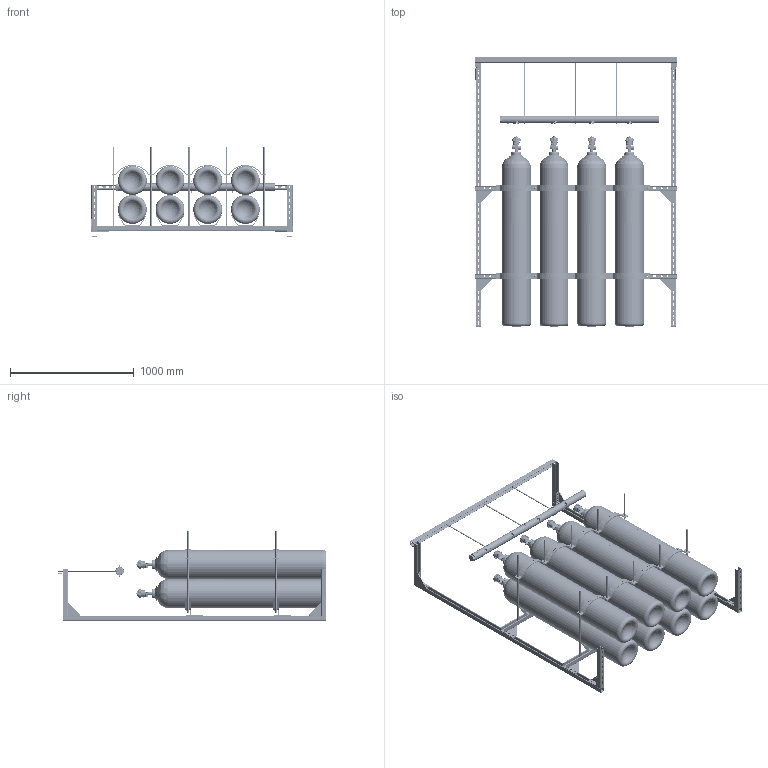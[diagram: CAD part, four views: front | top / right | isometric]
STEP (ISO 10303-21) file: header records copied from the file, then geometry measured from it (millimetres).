
FILE_DESCRIPTION (( 'STEP AP214' ), '1' );
FILE_NAME ('Cylinder Storage Rack, 49L, Metal Framing, Galvanized (8 cylinder 4x2) Eight Cylinders.STEP', '2020-05-07T12:10:33', ( '' ), ( '' ), 'SwSTEP 2.0', 'SolidWorks 2019', '' );
FILE_SCHEMA (( 'AUTOMOTIVE_DESIGN' ));
Length unit declared in the file: inch
Products named in the file (47): V_MULLER_470B0020.stp; 470B0020_HANDLE.stp; Cylinder Storage Rack, 49L, Metal Framing, Galvanized (8 cylinder 4x2) Eight Cylinders; 8BC300-25E_CYLINDER.stp; 470B0020_PLATE.stp; Clamp.stp; Cylinder Storage Rack, 49L, Metal Framing, Galvanized (8 cylinder 4x2) Eight Cylinders.stp; Tank_49L.stp; Rode.stp; Clamp Assembly.stp; 470B0020_HEX NUT.stp; Base Plate.stp; Restraint F.stp; Base Plate 2.stp; Support 2..stp; Restraining_Plate_49L.stp; P-000-950-111 (-03).stp; Z-000-950-115_AS-01.stp; 470B0020_HOUSING.stp; Stand 2.stp; PLUG_HEX HD_0.250 NPT M_CL 3000_ALY STL_GALV.stp; Stand.stp; P-000-950-110(-03).stp; Clamp 2.stp; Support 1.stp; Base Plate 2_MIR.stp; Plate 1.stp; Plate 2.stp; Stand 3.stp; PLUG_HEX HD_1.500 NPT M_CL 3000_ALY STL_GALV.stp; Rode 2.stp
Assembly tree (119 placements, depth 5):
  Cylinder Storage Rack, 49L, Metal Framing, Galvanized (8 cylinder 4x2) Eight Cylinders
    Cylinder Storage Rack, 49L, Metal Framing, Galvanized (8 cylinder 4x2) Eight Cylinders.stp
      Clamp Assembly.stp
        Clamp.stp
        Clamp 2.stp
      Tank_49L.stp
        V_MULLER_470B0020.stp
          470B0020_HOUSING.stp
          470B0020_PLATE.stp
          470B0020_HANDLE.stp
          470B0020_HEX NUT.stp
        8BC300-25E_CYLINDER.stp
        Z-000-950-115_AS-01.stp
      Tank_49L.stp
        V_MULLER_470B0020.stp
          470B0020_HOUSING.stp
          470B0020_PLATE.stp
          470B0020_HANDLE.stp
          470B0020_HEX NUT.stp
        8BC300-25E_CYLINDER.stp
        Z-000-950-115_AS-01.stp
      Tank_49L.stp
        V_MULLER_470B0020.stp
          470B0020_HOUSING.stp
          470B0020_PLATE.stp
          470B0020_HANDLE.stp
          470B0020_HEX NUT.stp
        8BC300-25E_CYLINDER.stp
        Z-000-950-115_AS-01.stp
      Tank_49L.stp
        V_MULLER_470B0020.stp
          470B0020_HOUSING.stp
          470B0020_PLATE.stp
          470B0020_HANDLE.stp
          470B0020_HEX NUT.stp
        8BC300-25E_CYLINDER.stp
        Z-000-950-115_AS-01.stp
      Tank_49L.stp
        V_MULLER_470B0020.stp
          470B0020_HOUSING.stp
          470B0020_PLATE.stp
          470B0020_HANDLE.stp
          470B0020_HEX NUT.stp
        8BC300-25E_CYLINDER.stp
        Z-000-950-115_AS-01.stp
      Tank_49L.stp
        V_MULLER_470B0020.stp
          470B0020_HOUSING.stp
          470B0020_PLATE.stp
          470B0020_HANDLE.stp
          470B0020_HEX NUT.stp
        8BC300-25E_CYLINDER.stp
        Z-000-950-115_AS-01.stp
      Tank_49L.stp
        V_MULLER_470B0020.stp
          470B0020_HOUSING.stp
          470B0020_PLATE.stp
          470B0020_HANDLE.stp
          470B0020_HEX NUT.stp
        8BC300-25E_CYLINDER.stp
Bounding box: 1625.6 x 2174.88 x 724.33 mm (x, y, z)
Volume: 65892771.3 mm3; surface area: 21830767.8 mm2
Topology: 106 solids, 106 shells, 7203 faces, 18413 edges, 11732 vertices
Faces by surface type: plane 2866, cylinder 2106, bspline 984, cone 804, torus 365, sphere 78
Entity records: 123871 total; most frequent: CARTESIAN_POINT 64894, ORIENTED_EDGE 11988, DIRECTION 11466, EDGE_CURVE 5994, AXIS2_PLACEMENT_3D 4283, VERTEX_POINT 3905, LINE 2900, VECTOR 2900
